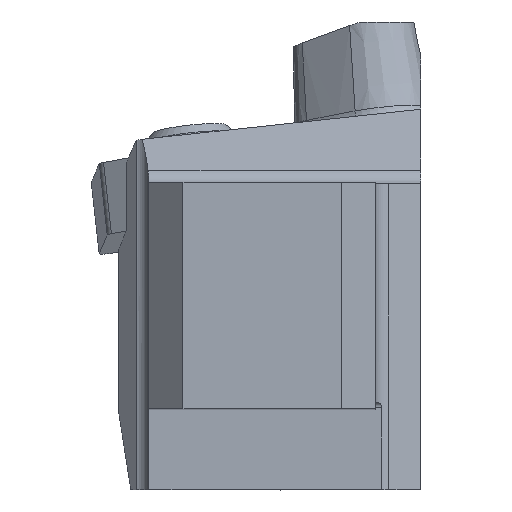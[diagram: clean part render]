
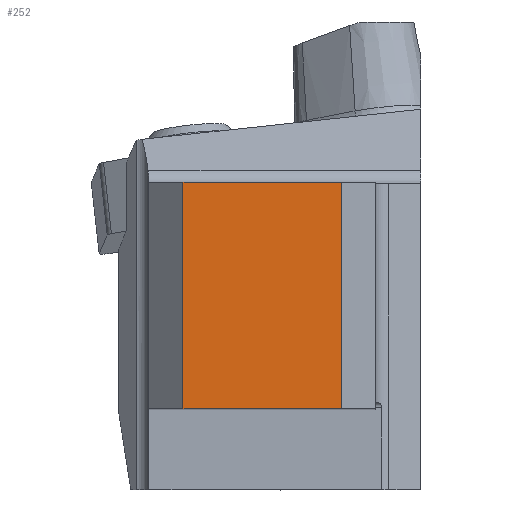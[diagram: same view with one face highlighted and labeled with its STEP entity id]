
A CAD part, top view. The second image highlights one B-rep face of the part: STEP entity #252.
In plain terms, the highlighted planar face has unit normal (0, 0, 1).
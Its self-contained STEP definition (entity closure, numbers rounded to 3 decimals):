
#252=ADVANCED_FACE('CU_BACK_SU1',(#371),#320,.F.);
#320=PLANE('',#1577);
#371=FACE_OUTER_BOUND('',#441,.T.);
#441=EDGE_LOOP('',(#634,#635,#636,#637));
#634=ORIENTED_EDGE('',*,*,#1137,.F.);
#635=ORIENTED_EDGE('',*,*,#1125,.T.);
#636=ORIENTED_EDGE('',*,*,#1138,.T.);
#637=ORIENTED_EDGE('',*,*,#1139,.F.);
#967=VERTEX_POINT('',#2336);
#968=VERTEX_POINT('',#2338);
#976=VERTEX_POINT('',#2376);
#977=VERTEX_POINT('',#2378);
#1125=EDGE_CURVE('',#968,#967,#1285,.T.);
#1137=EDGE_CURVE('',#968,#976,#1293,.T.);
#1138=EDGE_CURVE('',#967,#977,#1294,.T.);
#1139=EDGE_CURVE('',#976,#977,#1295,.T.);
#1285=LINE('',#2337,#1400);
#1293=LINE('',#2375,#1408);
#1294=LINE('',#2377,#1409);
#1295=LINE('',#2379,#1410);
#1400=VECTOR('',#1811,1.);
#1408=VECTOR('',#1831,1.);
#1409=VECTOR('',#1832,1.);
#1410=VECTOR('',#1833,1.);
#1577=AXIS2_PLACEMENT_3D('',#2380,#1834,#1835);
#1811=DIRECTION('',(1.,0.,0.));
#1831=DIRECTION('',(0.,1.,0.));
#1832=DIRECTION('',(0.,1.,0.));
#1833=DIRECTION('',(1.,0.,0.));
#1834=DIRECTION('',(0.,0.,-1.));
#1835=DIRECTION('',(-1.,0.,0.));
#2336=CARTESIAN_POINT('',(-3.,0.,0.));
#2337=CARTESIAN_POINT('',(-110.,0.,0.));
#2338=CARTESIAN_POINT('',(-16.925,0.,0.));
#2375=CARTESIAN_POINT('',(-16.925,0.,0.));
#2376=CARTESIAN_POINT('',(-16.925,19.925,0.));
#2377=CARTESIAN_POINT('',(-3.,0.,0.));
#2378=CARTESIAN_POINT('',(-3.,19.925,0.));
#2379=CARTESIAN_POINT('',(-110.,19.925,0.));
#2380=CARTESIAN_POINT('',(28.496,44.925,0.));
